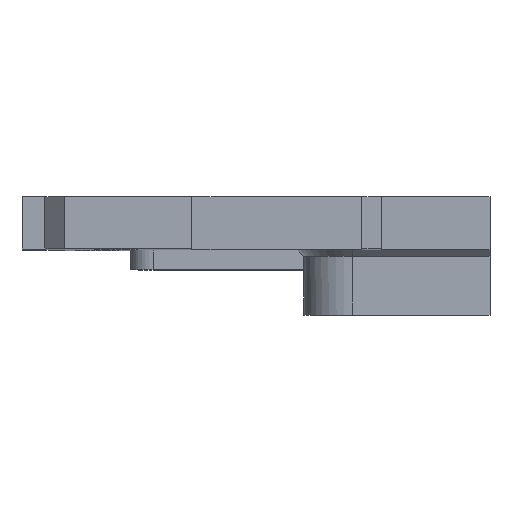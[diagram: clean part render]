
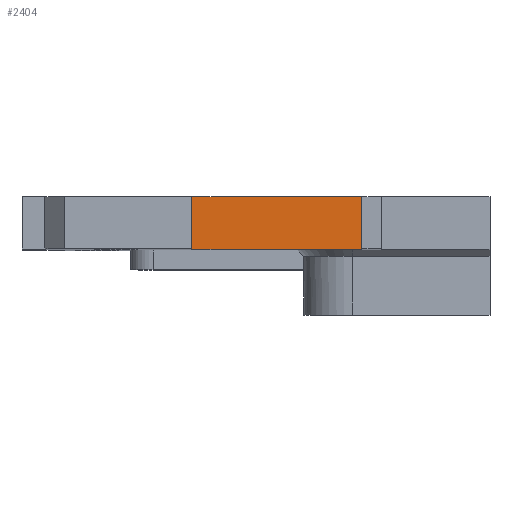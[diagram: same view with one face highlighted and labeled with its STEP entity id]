
A CAD part, top view. The second image highlights one B-rep face of the part: STEP entity #2404.
In plain terms, the highlighted face is planar.
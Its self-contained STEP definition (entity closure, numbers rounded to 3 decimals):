
#93 = VECTOR ( 'NONE', #2091, 1000. ) ;
#199 = VECTOR ( 'NONE', #495, 1000. ) ;
#216 = ORIENTED_EDGE ( 'NONE', *, *, #860, .T. ) ;
#221 = CARTESIAN_POINT ( 'NONE',  ( -24.584, 127.629, -3. ) ) ;
#252 = EDGE_LOOP ( 'NONE', ( #1510, #2623, #216, #1687 ) ) ;
#306 = AXIS2_PLACEMENT_3D ( 'NONE', #518, #2120, #2113 ) ;
#354 = VERTEX_POINT ( 'NONE', #1867 ) ;
#411 = LINE ( 'NONE', #1162, #93 ) ;
#495 = DIRECTION ( 'NONE',  ( 1., 0., 0. ) ) ;
#518 = CARTESIAN_POINT ( 'NONE',  ( -45.543, 127.629, 5. ) ) ;
#714 = LINE ( 'NONE', #2281, #1352 ) ;
#860 = EDGE_CURVE ( 'NONE', #354, #2594, #714, .T. ) ;
#1162 = CARTESIAN_POINT ( 'NONE',  ( -45.543, 127.629, 5. ) ) ;
#1352 = VECTOR ( 'NONE', #2713, 1000. ) ;
#1408 = PLANE ( 'NONE',  #306 ) ;
#1448 = EDGE_CURVE ( 'NONE', #1948, #1973, #2161, .T. ) ;
#1510 = ORIENTED_EDGE ( 'NONE', *, *, #1448, .F. ) ;
#1516 = CARTESIAN_POINT ( 'NONE',  ( -19.584, 127.629, 5. ) ) ;
#1687 = ORIENTED_EDGE ( 'NONE', *, *, #2688, .T. ) ;
#1693 = FACE_OUTER_BOUND ( 'NONE', #252, .T. ) ;
#1765 = CARTESIAN_POINT ( 'NONE',  ( -19.584, 127.629, 5. ) ) ;
#1791 = CARTESIAN_POINT ( 'NONE',  ( -19.584, 127.629, -3. ) ) ;
#1867 = CARTESIAN_POINT ( 'NONE',  ( -45.543, 127.629, 5. ) ) ;
#1948 = VERTEX_POINT ( 'NONE', #2266 ) ;
#1973 = VERTEX_POINT ( 'NONE', #1791 ) ;
#2091 = DIRECTION ( 'NONE',  ( 0., 0., -1. ) ) ;
#2094 = EDGE_CURVE ( 'NONE', #354, #1948, #411, .T. ) ;
#2113 = DIRECTION ( 'NONE',  ( -1., 0., 0. ) ) ;
#2120 = DIRECTION ( 'NONE',  ( 0., -1., 0. ) ) ;
#2161 = LINE ( 'NONE', #221, #199 ) ;
#2266 = CARTESIAN_POINT ( 'NONE',  ( -45.543, 127.629, -3. ) ) ;
#2281 = CARTESIAN_POINT ( 'NONE',  ( -45.543, 127.629, 5. ) ) ;
#2404 = ADVANCED_FACE ( 'NONE', ( #1693 ), #1408, .F. ) ;
#2414 = VECTOR ( 'NONE', #2463, 1000. ) ;
#2463 = DIRECTION ( 'NONE',  ( 0., 0., -1. ) ) ;
#2594 = VERTEX_POINT ( 'NONE', #1516 ) ;
#2623 = ORIENTED_EDGE ( 'NONE', *, *, #2094, .F. ) ;
#2688 = EDGE_CURVE ( 'NONE', #2594, #1973, #2755, .T. ) ;
#2713 = DIRECTION ( 'NONE',  ( 1., 0., 0. ) ) ;
#2755 = LINE ( 'NONE', #1765, #2414 ) ;
